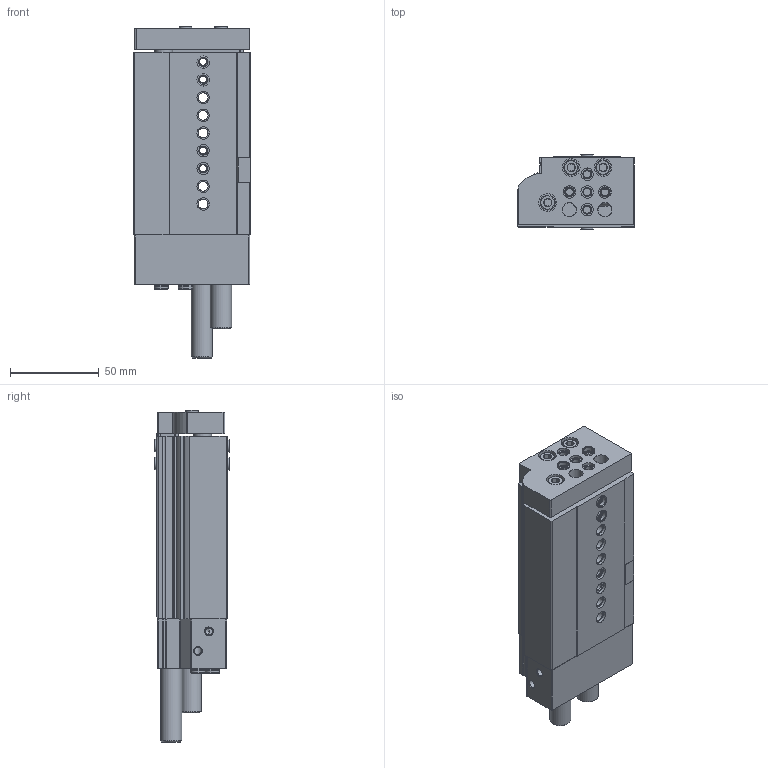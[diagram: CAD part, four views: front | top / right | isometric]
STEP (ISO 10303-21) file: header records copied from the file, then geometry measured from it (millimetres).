
FILE_DESCRIPTION(/* description */ ('STEP AP214'),/* implementation_level */ '2;1');
FILE_NAME(/* name */ '543985_DGSL-16-30-PA',/* time_stamp */ '2024-08-14T17:23:01+02:00',/* author */ ('License CC BY-ND 4.0'),/* organization */ ('CADENAS'),/* preprocessor_version */ 'ST-DEVELOPER v19.3',/* originating_system */ 'PARTsolutions',/* authorisation */ ' ');
FILE_SCHEMA (('AUTOMOTIVE_DESIGN {1 0 10303 214 3 1 1}'));
Length unit declared in the file: millimetre
Products named in the file (7): 543985 DGSL-16-30-PA---(0); DGSL-16---(30-0-0-10-zr); 699441 DGSL-16-P; 174308 B-M5-B; 686787 DGSL-16-AS; DGSL-16---(30-0-JP); 8146544 ZBH-7-B
Assembly tree (13 placements, depth 2):
  543985 DGSL-16-30-PA---(0)
    DGSL-16---(30-0-0-10-zr)
    699441 DGSL-16-P  x2
    174308 B-M5-B  x2
    686787 DGSL-16-AS
    DGSL-16---(30-0-JP)
    8146544 ZBH-7-B  x6
Bounding box: 66 x 42.6 x 187.3 mm (x, y, z)
Volume: 283857.3 mm3; surface area: 86044.8 mm2
Topology: 13 solids, 13 shells, 642 faces, 1568 edges, 1017 vertices
Faces by surface type: plane 346, cylinder 204, cone 71, torus 21
Full cylindrical faces by diameter (mm): 2.459 x1, 4 x2, 4.134 x18, 5 x3, 5.5 x5, 7 x21, 7.2 x2, 7.6 x3, 7.8 x2, 8 x9, 8.5 x6, 9 x10, 10 x6, 10.07 x2, 10.917 x2, 12 x2, 20 x2
Entity records: 16564 total; most frequent: CARTESIAN_POINT 2951, DIRECTION 2805, ORIENTED_EDGE 2476, EDGE_CURVE 1238, AXIS2_PLACEMENT_3D 1046, VERTEX_POINT 901, FACE_BOUND 851, EDGE_LOOP 845
